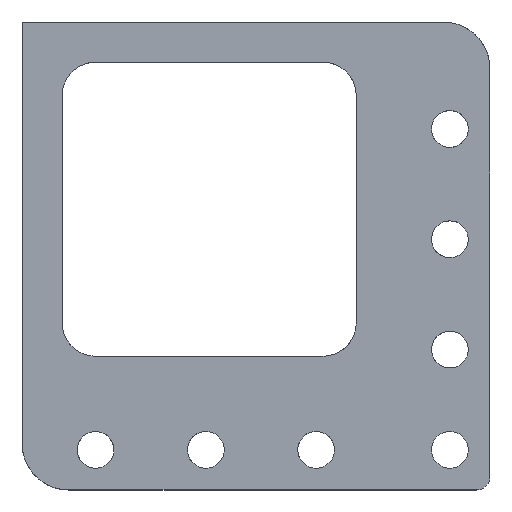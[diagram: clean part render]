
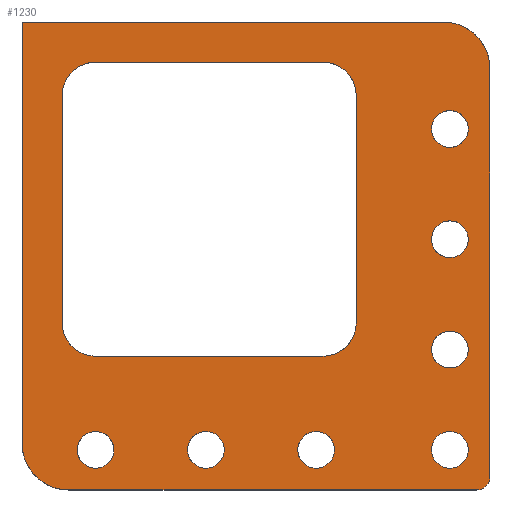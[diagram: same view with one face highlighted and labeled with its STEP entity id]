
A CAD part, top view. The second image highlights one B-rep face of the part: STEP entity #1230.
In plain terms, the highlighted planar face has unit normal (0, 0, 1).
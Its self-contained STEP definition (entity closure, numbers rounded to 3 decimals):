
#84=FACE_BOUND('',#242,.T.);
#85=FACE_BOUND('',#243,.T.);
#86=FACE_BOUND('',#244,.T.);
#87=FACE_BOUND('',#245,.T.);
#88=FACE_BOUND('',#246,.T.);
#89=FACE_BOUND('',#247,.T.);
#90=FACE_BOUND('',#248,.T.);
#91=FACE_BOUND('',#249,.T.);
#112=PLANE('',#1370);
#167=FACE_OUTER_BOUND('',#241,.T.);
#241=EDGE_LOOP('',(#1088,#1089,#1090,#1091,#1092,#1093,#1094));
#242=EDGE_LOOP('',(#1095));
#243=EDGE_LOOP('',(#1096));
#244=EDGE_LOOP('',(#1097));
#245=EDGE_LOOP('',(#1098));
#246=EDGE_LOOP('',(#1099));
#247=EDGE_LOOP('',(#1100));
#248=EDGE_LOOP('',(#1101));
#249=EDGE_LOOP('',(#1102,#1103,#1104,#1105,#1106,#1107,#1108,#1109));
#272=LINE('',#1770,#365);
#279=LINE('',#1796,#372);
#326=LINE('',#2110,#419);
#330=LINE('',#2119,#423);
#333=LINE('',#2127,#426);
#335=LINE('',#2133,#428);
#349=LINE('',#2207,#442);
#350=LINE('',#2209,#443);
#365=VECTOR('',#1406,10.);
#372=VECTOR('',#1435,10.);
#419=VECTOR('',#1618,10.);
#423=VECTOR('',#1628,10.);
#426=VECTOR('',#1637,10.);
#428=VECTOR('',#1645,10.);
#442=VECTOR('',#1701,10.);
#443=VECTOR('',#1704,10.);
#501=CIRCLE('',#1338,5.);
#502=CIRCLE('',#1341,5.);
#503=CIRCLE('',#1344,5.);
#504=CIRCLE('',#1347,5.);
#505=CIRCLE('',#1359,7.);
#509=CIRCLE('',#1364,2.);
#510=CIRCLE('',#1367,7.);
#511=CIRCLE('',#1371,2.75);
#512=CIRCLE('',#1372,2.75);
#513=CIRCLE('',#1373,2.75);
#514=CIRCLE('',#1374,2.75);
#515=CIRCLE('',#1375,2.75);
#516=CIRCLE('',#1376,2.75);
#517=CIRCLE('',#1377,2.75);
#525=VERTEX_POINT('',#1767);
#526=VERTEX_POINT('',#1769);
#534=VERTEX_POINT('',#1795);
#603=VERTEX_POINT('',#2103);
#604=VERTEX_POINT('',#2104);
#605=VERTEX_POINT('',#2109);
#606=VERTEX_POINT('',#2113);
#607=VERTEX_POINT('',#2114);
#608=VERTEX_POINT('',#2121);
#609=VERTEX_POINT('',#2122);
#610=VERTEX_POINT('',#2129);
#618=VERTEX_POINT('',#2158);
#621=VERTEX_POINT('',#2184);
#622=VERTEX_POINT('',#2185);
#623=VERTEX_POINT('',#2192);
#625=VERTEX_POINT('',#2210);
#626=VERTEX_POINT('',#2212);
#627=VERTEX_POINT('',#2214);
#628=VERTEX_POINT('',#2216);
#629=VERTEX_POINT('',#2218);
#630=VERTEX_POINT('',#2220);
#631=VERTEX_POINT('',#2222);
#640=EDGE_CURVE('',#526,#525,#272,.T.);
#653=EDGE_CURVE('',#526,#534,#279,.T.);
#753=EDGE_CURVE('',#603,#604,#501,.T.);
#756=EDGE_CURVE('',#605,#604,#326,.T.);
#758=EDGE_CURVE('',#606,#607,#502,.T.);
#761=EDGE_CURVE('',#603,#607,#330,.T.);
#762=EDGE_CURVE('',#608,#609,#503,.T.);
#765=EDGE_CURVE('',#606,#609,#333,.T.);
#766=EDGE_CURVE('',#605,#610,#504,.T.);
#768=EDGE_CURVE('',#608,#610,#335,.T.);
#781=EDGE_CURVE('',#618,#525,#505,.T.);
#786=EDGE_CURVE('',#621,#622,#509,.T.);
#790=EDGE_CURVE('',#534,#623,#510,.T.);
#794=EDGE_CURVE('',#623,#621,#349,.T.);
#795=EDGE_CURVE('',#622,#618,#350,.T.);
#796=EDGE_CURVE('',#625,#625,#511,.T.);
#797=EDGE_CURVE('',#626,#626,#512,.T.);
#798=EDGE_CURVE('',#627,#627,#513,.T.);
#799=EDGE_CURVE('',#628,#628,#514,.T.);
#800=EDGE_CURVE('',#629,#629,#515,.T.);
#801=EDGE_CURVE('',#630,#630,#516,.T.);
#802=EDGE_CURVE('',#631,#631,#517,.T.);
#1088=ORIENTED_EDGE('',*,*,#786,.F.);
#1089=ORIENTED_EDGE('',*,*,#794,.F.);
#1090=ORIENTED_EDGE('',*,*,#790,.F.);
#1091=ORIENTED_EDGE('',*,*,#653,.F.);
#1092=ORIENTED_EDGE('',*,*,#640,.T.);
#1093=ORIENTED_EDGE('',*,*,#781,.F.);
#1094=ORIENTED_EDGE('',*,*,#795,.F.);
#1095=ORIENTED_EDGE('',*,*,#796,.T.);
#1096=ORIENTED_EDGE('',*,*,#797,.T.);
#1097=ORIENTED_EDGE('',*,*,#798,.T.);
#1098=ORIENTED_EDGE('',*,*,#799,.T.);
#1099=ORIENTED_EDGE('',*,*,#800,.T.);
#1100=ORIENTED_EDGE('',*,*,#801,.T.);
#1101=ORIENTED_EDGE('',*,*,#802,.T.);
#1102=ORIENTED_EDGE('',*,*,#761,.T.);
#1103=ORIENTED_EDGE('',*,*,#758,.F.);
#1104=ORIENTED_EDGE('',*,*,#765,.T.);
#1105=ORIENTED_EDGE('',*,*,#762,.F.);
#1106=ORIENTED_EDGE('',*,*,#768,.T.);
#1107=ORIENTED_EDGE('',*,*,#766,.F.);
#1108=ORIENTED_EDGE('',*,*,#756,.T.);
#1109=ORIENTED_EDGE('',*,*,#753,.F.);
#1230=ADVANCED_FACE('',(#167,#84,#85,#86,#87,#88,#89,#90,#91),#112,.T.);
#1338=AXIS2_PLACEMENT_3D('',#2105,#1612,#1613);
#1341=AXIS2_PLACEMENT_3D('',#2115,#1622,#1623);
#1344=AXIS2_PLACEMENT_3D('',#2123,#1631,#1632);
#1347=AXIS2_PLACEMENT_3D('',#2130,#1640,#1641);
#1359=AXIS2_PLACEMENT_3D('',#2160,#1674,#1675);
#1364=AXIS2_PLACEMENT_3D('',#2186,#1684,#1685);
#1367=AXIS2_PLACEMENT_3D('',#2193,#1693,#1694);
#1370=AXIS2_PLACEMENT_3D('',#2208,#1702,#1703);
#1371=AXIS2_PLACEMENT_3D('',#2211,#1705,#1706);
#1372=AXIS2_PLACEMENT_3D('',#2213,#1707,#1708);
#1373=AXIS2_PLACEMENT_3D('',#2215,#1709,#1710);
#1374=AXIS2_PLACEMENT_3D('',#2217,#1711,#1712);
#1375=AXIS2_PLACEMENT_3D('',#2219,#1713,#1714);
#1376=AXIS2_PLACEMENT_3D('',#2221,#1715,#1716);
#1377=AXIS2_PLACEMENT_3D('',#2223,#1717,#1718);
#1406=DIRECTION('',(0.,-1.,0.));
#1435=DIRECTION('',(1.,0.,0.));
#1612=DIRECTION('center_axis',(0.,0.,1.));
#1613=DIRECTION('ref_axis',(0.707,0.707,0.));
#1618=DIRECTION('',(1.,0.,0.));
#1622=DIRECTION('center_axis',(0.,0.,1.));
#1623=DIRECTION('ref_axis',(0.707,-0.707,0.));
#1628=DIRECTION('',(0.,-1.,0.));
#1631=DIRECTION('center_axis',(0.,0.,1.));
#1632=DIRECTION('ref_axis',(-0.707,-0.707,0.));
#1637=DIRECTION('',(-1.,0.,0.));
#1640=DIRECTION('center_axis',(0.,0.,1.));
#1641=DIRECTION('ref_axis',(-0.707,0.707,0.));
#1645=DIRECTION('',(0.,1.,0.));
#1674=DIRECTION('center_axis',(0.,0.,-1.));
#1675=DIRECTION('ref_axis',(-0.707,-0.707,0.));
#1684=DIRECTION('center_axis',(0.,0.,-1.));
#1685=DIRECTION('ref_axis',(0.707,-0.707,0.));
#1693=DIRECTION('center_axis',(0.,0.,-1.));
#1694=DIRECTION('ref_axis',(0.707,0.707,0.));
#1701=DIRECTION('',(0.,-1.,0.));
#1702=DIRECTION('center_axis',(0.,0.,1.));
#1703=DIRECTION('ref_axis',(1.,0.,0.));
#1704=DIRECTION('',(-1.,0.,0.));
#1705=DIRECTION('center_axis',(0.,0.,-1.));
#1706=DIRECTION('ref_axis',(-1.,0.,0.));
#1707=DIRECTION('center_axis',(0.,0.,-1.));
#1708=DIRECTION('ref_axis',(-1.,0.,0.));
#1709=DIRECTION('center_axis',(0.,0.,-1.));
#1710=DIRECTION('ref_axis',(-1.,0.,0.));
#1711=DIRECTION('center_axis',(0.,0.,-1.));
#1712=DIRECTION('ref_axis',(-1.,0.,0.));
#1713=DIRECTION('center_axis',(0.,0.,-1.));
#1714=DIRECTION('ref_axis',(-1.,0.,0.));
#1715=DIRECTION('center_axis',(0.,0.,-1.));
#1716=DIRECTION('ref_axis',(-1.,0.,0.));
#1717=DIRECTION('center_axis',(0.,0.,-1.));
#1718=DIRECTION('ref_axis',(-1.,0.,0.));
#1767=CARTESIAN_POINT('',(-3.5,-8.5,27.));
#1769=CARTESIAN_POINT('',(-3.5,54.5,27.));
#1770=CARTESIAN_POINT('',(-3.5,-3.5,27.));
#1795=CARTESIAN_POINT('',(59.5,54.5,27.));
#1796=CARTESIAN_POINT('',(-3.5,54.5,27.));
#2103=CARTESIAN_POINT('',(46.5,43.5,27.));
#2104=CARTESIAN_POINT('',(41.5,48.5,27.));
#2105=CARTESIAN_POINT('Origin',(41.5,43.5,27.));
#2109=CARTESIAN_POINT('',(7.5,48.5,27.));
#2110=CARTESIAN_POINT('',(14.,48.5,27.));
#2113=CARTESIAN_POINT('',(41.5,4.5,27.));
#2114=CARTESIAN_POINT('',(46.5,9.5,27.));
#2115=CARTESIAN_POINT('Origin',(41.5,9.5,27.));
#2119=CARTESIAN_POINT('',(46.5,37.,27.));
#2121=CARTESIAN_POINT('',(2.5,9.5,27.));
#2122=CARTESIAN_POINT('',(7.5,4.5,27.));
#2123=CARTESIAN_POINT('Origin',(7.5,9.5,27.));
#2127=CARTESIAN_POINT('',(36.,4.5,27.));
#2129=CARTESIAN_POINT('',(2.5,43.5,27.));
#2130=CARTESIAN_POINT('Origin',(7.5,43.5,27.));
#2133=CARTESIAN_POINT('',(2.5,15.,27.));
#2158=CARTESIAN_POINT('',(3.5,-15.5,27.));
#2160=CARTESIAN_POINT('Origin',(3.5,-8.5,27.));
#2184=CARTESIAN_POINT('',(66.5,-13.5,27.));
#2185=CARTESIAN_POINT('',(64.5,-15.5,27.));
#2186=CARTESIAN_POINT('Origin',(64.5,-13.5,27.));
#2192=CARTESIAN_POINT('',(66.5,47.5,27.));
#2193=CARTESIAN_POINT('Origin',(59.5,47.5,27.));
#2207=CARTESIAN_POINT('',(66.5,54.5,27.));
#2208=CARTESIAN_POINT('Origin',(25.5,25.5,27.));
#2209=CARTESIAN_POINT('',(66.5,-15.5,27.));
#2210=CARTESIAN_POINT('',(63.25,38.5,27.));
#2211=CARTESIAN_POINT('Origin',(60.5,38.5,27.));
#2212=CARTESIAN_POINT('',(43.25,-9.5,27.));
#2213=CARTESIAN_POINT('Origin',(40.5,-9.5,27.));
#2214=CARTESIAN_POINT('',(26.75,-9.5,27.));
#2215=CARTESIAN_POINT('Origin',(24.,-9.5,27.));
#2216=CARTESIAN_POINT('',(63.25,22.,27.));
#2217=CARTESIAN_POINT('Origin',(60.5,22.,27.));
#2218=CARTESIAN_POINT('',(63.25,-9.5,27.));
#2219=CARTESIAN_POINT('Origin',(60.5,-9.5,27.));
#2220=CARTESIAN_POINT('',(10.25,-9.5,27.));
#2221=CARTESIAN_POINT('Origin',(7.5,-9.5,27.));
#2222=CARTESIAN_POINT('',(63.25,5.5,27.));
#2223=CARTESIAN_POINT('Origin',(60.5,5.5,27.));
